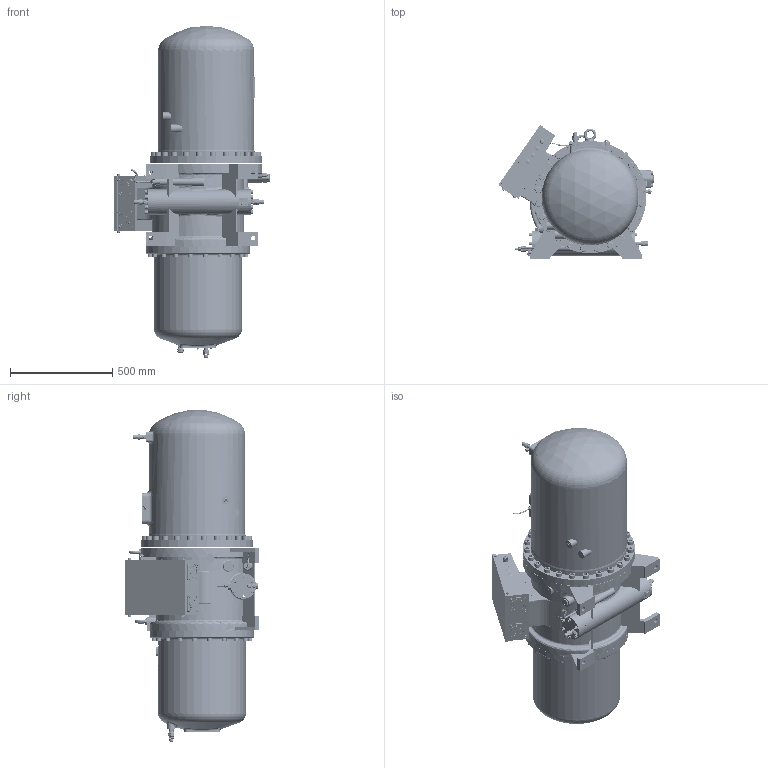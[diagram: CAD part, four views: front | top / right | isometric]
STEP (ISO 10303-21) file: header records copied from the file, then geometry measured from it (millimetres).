
FILE_DESCRIPTION(/* description */ ('STEP AP203'),/* implementation_level */ '2;1');
FILE_NAME(/* name */ 'RC2-550B outline.STEP',/* time_stamp */ '2017-06-26T16:28:00-04:00',/* author */ ('Ian L Mitchell'),/* organization */ (''),/* preprocessor_version */ 'ST-DEVELOPER v16.5',/* originating_system */ 'Autodesk Inventor 2017',/* authorisation */ '');
FILE_SCHEMA (('AUTOMOTIVE_DESIGN { 1 0 10303 214 3 1 1 }'));
Length unit declared in the file: centimetre
Products named in the file (1): RC2-550B outline
Bounding box: 759.39 x 658.25 x 1625.16 mm (x, y, z)
Surface area: 5283001.4 mm2 (no closed solid volume)
Topology: 0 solids, 314 shells, 2405 faces, 9317 edges, 7033 vertices
Faces by surface type: plane 1419, cylinder 611, torus 170, bspline 118, cone 72, sphere 15
Full cylindrical faces by diameter (mm): 2 x3, 2.993 x2, 3.3 x2, 4 x1, 4.5 x1, 5 x1, 5.5 x1, 6.5 x4, 7 x15, 8.5 x1, 10 x2, 10.2 x1, 11 x13, 12 x3, 12.7 x1, 13 x1, 13.157 x2, 13.7 x2, 14 x2, 14.88 x3, 16 x12, 17 x4, 17.5 x13, 18 x14, 20 x6, 20.2 x1, 20.5 x2, 21.5 x1, 22 x8, 22.5 x3
Entity records: 139385 total; most frequent: CARTESIAN_POINT 64753, DIRECTION 15278, ORIENTED_EDGE 12529, EDGE_CURVE 8780, VERTEX_POINT 6924, AXIS2_PLACEMENT_3D 5229, LINE 4820, VECTOR 4820
